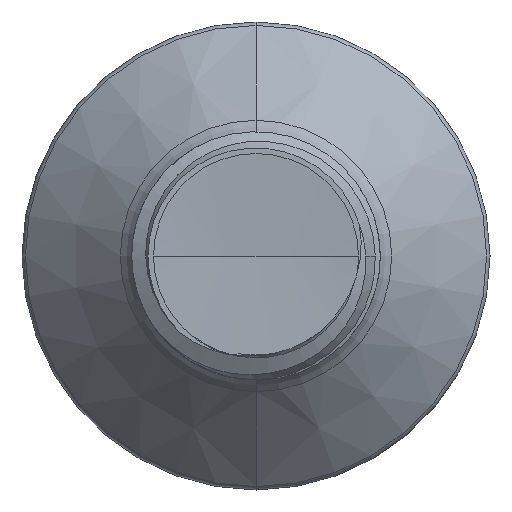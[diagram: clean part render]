
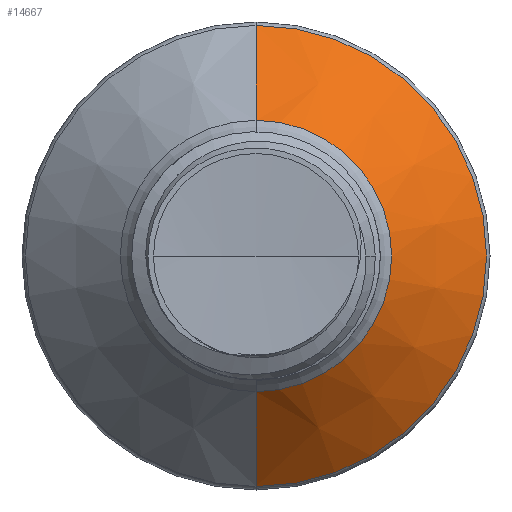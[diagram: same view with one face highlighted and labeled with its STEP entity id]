
A CAD part, front view. The second image highlights one B-rep face of the part: STEP entity #14667.
In plain terms, the highlighted conical face has half-angle 45 degrees and reference radius 3.276 mm.
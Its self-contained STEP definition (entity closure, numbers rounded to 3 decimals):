
#151 = VERTEX_POINT ( 'NONE', #15722 ) ;
#429 = VERTEX_POINT ( 'NONE', #13744 ) ;
#508 = ORIENTED_EDGE ( 'NONE', *, *, #4354, .T. ) ;
#920 = ORIENTED_EDGE ( 'NONE', *, *, #4488, .F. ) ;
#1020 = CARTESIAN_POINT ( 'NONE',  ( 0., 8.899, 5.567 ) ) ;
#1100 = DIRECTION ( 'NONE',  ( 0., 0., 1. ) ) ;
#1518 = LINE ( 'NONE', #10234, #5043 ) ;
#4354 = EDGE_CURVE ( 'NONE', #151, #6613, #12794, .T. ) ;
#4437 = EDGE_CURVE ( 'NONE', #6613, #429, #13125, .T. ) ;
#4467 = EDGE_CURVE ( 'NONE', #16385, #429, #12444, .T. ) ;
#4488 = EDGE_CURVE ( 'NONE', #151, #16385, #1518, .T. ) ;
#4977 = AXIS2_PLACEMENT_3D ( 'NONE', #6872, #8469, #1100 ) ;
#5043 = VECTOR ( 'NONE', #10317, 1000. ) ;
#5495 = VECTOR ( 'NONE', #10662, 1000. ) ;
#6613 = VERTEX_POINT ( 'NONE', #10394 ) ;
#6872 = CARTESIAN_POINT ( 'NONE',  ( 0., 6.607, 0. ) ) ;
#8043 = ORIENTED_EDGE ( 'NONE', *, *, #4467, .F. ) ;
#8469 = DIRECTION ( 'NONE',  ( 0., 1., 0. ) ) ;
#9732 = EDGE_LOOP ( 'NONE', ( #508, #10485, #8043, #920 ) ) ;
#10173 = DIRECTION ( 'NONE',  ( 0., 0., 1. ) ) ;
#10196 = DIRECTION ( 'NONE',  ( 0., 1., 0. ) ) ;
#10222 = CARTESIAN_POINT ( 'NONE',  ( 0., 8.899, 0. ) ) ;
#10234 = CARTESIAN_POINT ( 'NONE',  ( 0., 6.607, 3.276 ) ) ;
#10317 = DIRECTION ( 'NONE',  ( 0., 0.707, 0.707 ) ) ;
#10394 = CARTESIAN_POINT ( 'NONE',  ( 0., 6.607, -3.276 ) ) ;
#10485 = ORIENTED_EDGE ( 'NONE', *, *, #4437, .T. ) ;
#10587 = DIRECTION ( 'NONE',  ( 0., 0., 1. ) ) ;
#10607 = DIRECTION ( 'NONE',  ( 0., 1., 0. ) ) ;
#10648 = CARTESIAN_POINT ( 'NONE',  ( 0., 6.607, 0. ) ) ;
#10662 = DIRECTION ( 'NONE',  ( 0., 0.707, -0.707 ) ) ;
#10702 = CARTESIAN_POINT ( 'NONE',  ( 0., 6.607, -3.276 ) ) ;
#12444 = CIRCLE ( 'NONE', #15700, 5.567 ) ;
#12794 = CIRCLE ( 'NONE', #14509, 3.276 ) ;
#13089 = CONICAL_SURFACE ( 'NONE', #4977, 3.276, 0.785 ) ;
#13125 = LINE ( 'NONE', #10702, #5495 ) ;
#13413 = FACE_OUTER_BOUND ( 'NONE', #9732, .T. ) ;
#13744 = CARTESIAN_POINT ( 'NONE',  ( 0., 8.899, -5.567 ) ) ;
#14509 = AXIS2_PLACEMENT_3D ( 'NONE', #10648, #10607, #10587 ) ;
#14667 = ADVANCED_FACE ( 'NONE', ( #13413 ), #13089, .T. ) ;
#15700 = AXIS2_PLACEMENT_3D ( 'NONE', #10222, #10196, #10173 ) ;
#15722 = CARTESIAN_POINT ( 'NONE',  ( 0., 6.607, 3.276 ) ) ;
#16385 = VERTEX_POINT ( 'NONE', #1020 ) ;
